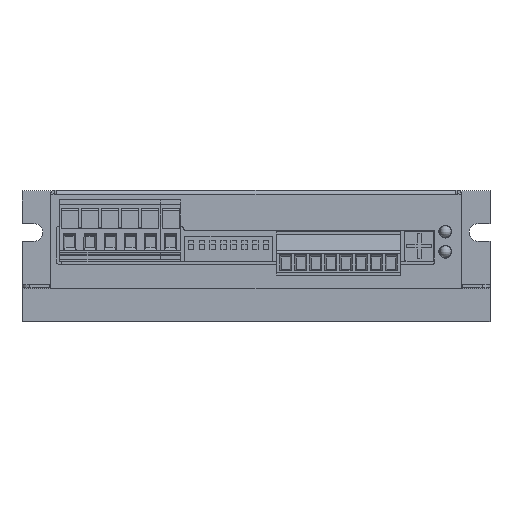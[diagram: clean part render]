
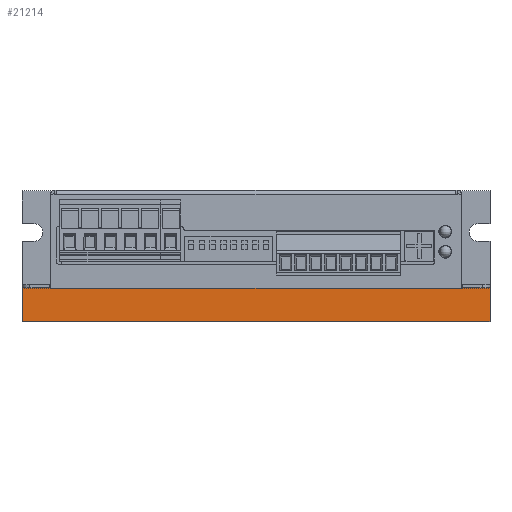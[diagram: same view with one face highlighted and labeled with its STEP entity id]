
A CAD part, top view. The second image highlights one B-rep face of the part: STEP entity #21214.
In plain terms, the highlighted planar face has unit normal (0, 0, 1).
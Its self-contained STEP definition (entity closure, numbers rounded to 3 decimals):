
#6311 = ORIENTED_EDGE ( 'NONE', *, *, #159183, .F. ) ;
#6471 = VERTEX_POINT ( 'NONE', #117779 ) ;
#10797 = EDGE_LOOP ( 'NONE', ( #88517, #178911, #6311, #124352 ) ) ;
#14368 = DIRECTION ( 'NONE',  ( -1., 0., 0. ) ) ;
#15480 = VECTOR ( 'NONE', #48633, 1000. ) ;
#18283 = VECTOR ( 'NONE', #106810, 1000. ) ;
#21214 = ADVANCED_FACE ( 'NONE', ( #165751 ), #124438, .F. ) ;
#33247 = CARTESIAN_POINT ( 'NONE',  ( 59., 8.35, 0. ) ) ;
#48633 = DIRECTION ( 'NONE',  ( 0., -1., 0. ) ) ;
#50716 = VERTEX_POINT ( 'NONE', #130499 ) ;
#56245 = LINE ( 'NONE', #33247, #15480 ) ;
#68582 = LINE ( 'NONE', #197762, #18283 ) ;
#78785 = LINE ( 'NONE', #195891, #109902 ) ;
#88517 = ORIENTED_EDGE ( 'NONE', *, *, #187582, .T. ) ;
#94441 = DIRECTION ( 'NONE',  ( -1., 0., 0. ) ) ;
#97830 = LINE ( 'NONE', #106009, #179162 ) ;
#102750 = AXIS2_PLACEMENT_3D ( 'NONE', #170650, #186003, #94441 ) ;
#106009 = CARTESIAN_POINT ( 'NONE',  ( 59., 8.35, 0. ) ) ;
#106810 = DIRECTION ( 'NONE',  ( 0., -1., 0. ) ) ;
#109902 = VECTOR ( 'NONE', #135721, 1000. ) ;
#117779 = CARTESIAN_POINT ( 'NONE',  ( 59., 0., 0. ) ) ;
#124352 = ORIENTED_EDGE ( 'NONE', *, *, #125477, .T. ) ;
#124438 = PLANE ( 'NONE',  #102750 ) ;
#125477 = EDGE_CURVE ( 'NONE', #132323, #50716, #97830, .T. ) ;
#130499 = CARTESIAN_POINT ( 'NONE',  ( -59., 8.35, 0. ) ) ;
#132323 = VERTEX_POINT ( 'NONE', #144505 ) ;
#135260 = CARTESIAN_POINT ( 'NONE',  ( -59., 0., 0. ) ) ;
#135721 = DIRECTION ( 'NONE',  ( -1., 0., 0. ) ) ;
#143962 = EDGE_CURVE ( 'NONE', #6471, #180879, #78785, .T. ) ;
#144505 = CARTESIAN_POINT ( 'NONE',  ( 59., 8.35, 0. ) ) ;
#159183 = EDGE_CURVE ( 'NONE', #132323, #6471, #56245, .T. ) ;
#165751 = FACE_OUTER_BOUND ( 'NONE', #10797, .T. ) ;
#170650 = CARTESIAN_POINT ( 'NONE',  ( 59., 8.35, 0. ) ) ;
#178911 = ORIENTED_EDGE ( 'NONE', *, *, #143962, .F. ) ;
#179162 = VECTOR ( 'NONE', #14368, 1000. ) ;
#180879 = VERTEX_POINT ( 'NONE', #135260 ) ;
#186003 = DIRECTION ( 'NONE',  ( 0., 0., -1. ) ) ;
#187582 = EDGE_CURVE ( 'NONE', #50716, #180879, #68582, .T. ) ;
#195891 = CARTESIAN_POINT ( 'NONE',  ( 59., 0., 0. ) ) ;
#197762 = CARTESIAN_POINT ( 'NONE',  ( -59., 8.35, 0. ) ) ;
